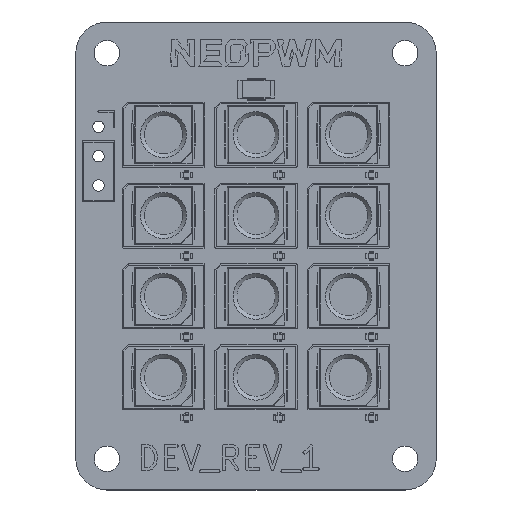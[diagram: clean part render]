
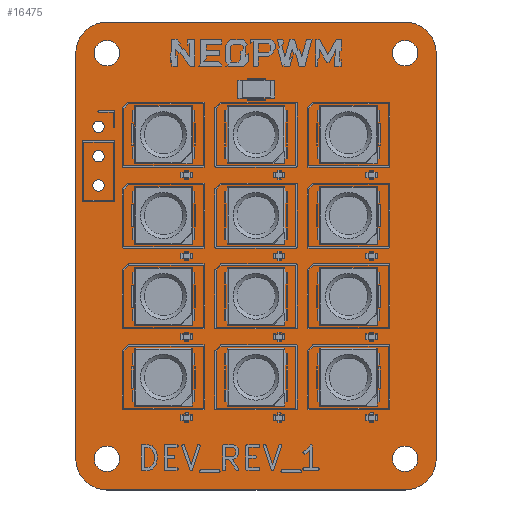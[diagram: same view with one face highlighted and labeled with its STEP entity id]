
A CAD part, top view. The second image highlights one B-rep face of the part: STEP entity #16475.
In plain terms, the highlighted planar face has unit normal (0, 0, 1).
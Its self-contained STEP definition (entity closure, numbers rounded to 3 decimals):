
#16249 = VERTEX_POINT('',#16250);
#16250 = CARTESIAN_POINT('',(12.9,20.25,1.51));
#16256 = EDGE_CURVE('',#16249,#16257,#16259,.T.);
#16257 = VERTEX_POINT('',#16258);
#16258 = CARTESIAN_POINT('',(15.6,17.55,1.51));
#16259 = CIRCLE('',#16260,2.7);
#16260 = AXIS2_PLACEMENT_3D('',#16261,#16262,#16263);
#16261 = CARTESIAN_POINT('',(12.9,17.55,1.51));
#16262 = DIRECTION('',(0.,0.,-1.));
#16263 = DIRECTION('',(0.,1.,0.));
#16291 = VERTEX_POINT('',#16292);
#16292 = CARTESIAN_POINT('',(-12.9,20.25,1.51));
#16298 = EDGE_CURVE('',#16291,#16249,#16299,.T.);
#16299 = LINE('',#16300,#16301);
#16300 = CARTESIAN_POINT('',(-12.9,20.25,1.51));
#16301 = VECTOR('',#16302,1.);
#16302 = DIRECTION('',(1.,0.,0.));
#16320 = EDGE_CURVE('',#16257,#16321,#16323,.T.);
#16321 = VERTEX_POINT('',#16322);
#16322 = CARTESIAN_POINT('',(15.6,-17.55,1.51));
#16323 = LINE('',#16324,#16325);
#16324 = CARTESIAN_POINT('',(15.6,17.55,1.51));
#16325 = VECTOR('',#16326,1.);
#16326 = DIRECTION('',(0.,-1.,0.));
#16475 = ADVANCED_FACE('',(#16476,#16522,#16533,#16544,#16555,#16566,
    #16577,#16588),#16599,.T.);
#16476 = FACE_BOUND('',#16477,.T.);
#16477 = EDGE_LOOP('',(#16478,#16479,#16480,#16489,#16497,#16506,#16514,
    #16521));
#16478 = ORIENTED_EDGE('',*,*,#16256,.F.);
#16479 = ORIENTED_EDGE('',*,*,#16298,.F.);
#16480 = ORIENTED_EDGE('',*,*,#16481,.F.);
#16481 = EDGE_CURVE('',#16482,#16291,#16484,.T.);
#16482 = VERTEX_POINT('',#16483);
#16483 = CARTESIAN_POINT('',(-15.6,17.55,1.51));
#16484 = CIRCLE('',#16485,2.7);
#16485 = AXIS2_PLACEMENT_3D('',#16486,#16487,#16488);
#16486 = CARTESIAN_POINT('',(-12.9,17.55,1.51));
#16487 = DIRECTION('',(0.,0.,-1.));
#16488 = DIRECTION('',(-1.,0.,0.));
#16489 = ORIENTED_EDGE('',*,*,#16490,.F.);
#16490 = EDGE_CURVE('',#16491,#16482,#16493,.T.);
#16491 = VERTEX_POINT('',#16492);
#16492 = CARTESIAN_POINT('',(-15.6,-17.55,1.51));
#16493 = LINE('',#16494,#16495);
#16494 = CARTESIAN_POINT('',(-15.6,-17.55,1.51));
#16495 = VECTOR('',#16496,1.);
#16496 = DIRECTION('',(0.,1.,0.));
#16497 = ORIENTED_EDGE('',*,*,#16498,.F.);
#16498 = EDGE_CURVE('',#16499,#16491,#16501,.T.);
#16499 = VERTEX_POINT('',#16500);
#16500 = CARTESIAN_POINT('',(-12.9,-20.25,1.51));
#16501 = CIRCLE('',#16502,2.7);
#16502 = AXIS2_PLACEMENT_3D('',#16503,#16504,#16505);
#16503 = CARTESIAN_POINT('',(-12.9,-17.55,1.51));
#16504 = DIRECTION('',(0.,0.,-1.));
#16505 = DIRECTION('',(0.,-1.,-0.));
#16506 = ORIENTED_EDGE('',*,*,#16507,.F.);
#16507 = EDGE_CURVE('',#16508,#16499,#16510,.T.);
#16508 = VERTEX_POINT('',#16509);
#16509 = CARTESIAN_POINT('',(12.9,-20.25,1.51));
#16510 = LINE('',#16511,#16512);
#16511 = CARTESIAN_POINT('',(12.9,-20.25,1.51));
#16512 = VECTOR('',#16513,1.);
#16513 = DIRECTION('',(-1.,0.,0.));
#16514 = ORIENTED_EDGE('',*,*,#16515,.F.);
#16515 = EDGE_CURVE('',#16321,#16508,#16516,.T.);
#16516 = CIRCLE('',#16517,2.7);
#16517 = AXIS2_PLACEMENT_3D('',#16518,#16519,#16520);
#16518 = CARTESIAN_POINT('',(12.9,-17.55,1.51));
#16519 = DIRECTION('',(0.,0.,-1.));
#16520 = DIRECTION('',(1.,0.,0.));
#16521 = ORIENTED_EDGE('',*,*,#16320,.F.);
#16522 = FACE_BOUND('',#16523,.T.);
#16523 = EDGE_LOOP('',(#16524));
#16524 = ORIENTED_EDGE('',*,*,#16525,.T.);
#16525 = EDGE_CURVE('',#16526,#16526,#16528,.T.);
#16526 = VERTEX_POINT('',#16527);
#16527 = CARTESIAN_POINT('',(-12.9,-18.65,1.51));
#16528 = CIRCLE('',#16529,1.1);
#16529 = AXIS2_PLACEMENT_3D('',#16530,#16531,#16532);
#16530 = CARTESIAN_POINT('',(-12.9,-17.55,1.51));
#16531 = DIRECTION('',(-0.,0.,-1.));
#16532 = DIRECTION('',(-0.,-1.,0.));
#16533 = FACE_BOUND('',#16534,.T.);
#16534 = EDGE_LOOP('',(#16535));
#16535 = ORIENTED_EDGE('',*,*,#16536,.T.);
#16536 = EDGE_CURVE('',#16537,#16537,#16539,.T.);
#16537 = VERTEX_POINT('',#16538);
#16538 = CARTESIAN_POINT('',(12.9,-18.65,1.51));
#16539 = CIRCLE('',#16540,1.1);
#16540 = AXIS2_PLACEMENT_3D('',#16541,#16542,#16543);
#16541 = CARTESIAN_POINT('',(12.9,-17.55,1.51));
#16542 = DIRECTION('',(-0.,0.,-1.));
#16543 = DIRECTION('',(-0.,-1.,0.));
#16544 = FACE_BOUND('',#16545,.T.);
#16545 = EDGE_LOOP('',(#16546));
#16546 = ORIENTED_EDGE('',*,*,#16547,.T.);
#16547 = EDGE_CURVE('',#16548,#16548,#16550,.T.);
#16548 = VERTEX_POINT('',#16549);
#16549 = CARTESIAN_POINT('',(-13.625,5.595,1.51));
#16550 = CIRCLE('',#16551,0.5);
#16551 = AXIS2_PLACEMENT_3D('',#16552,#16553,#16554);
#16552 = CARTESIAN_POINT('',(-13.625,6.095,1.51));
#16553 = DIRECTION('',(-0.,0.,-1.));
#16554 = DIRECTION('',(-0.,-1.,0.));
#16555 = FACE_BOUND('',#16556,.T.);
#16556 = EDGE_LOOP('',(#16557));
#16557 = ORIENTED_EDGE('',*,*,#16558,.T.);
#16558 = EDGE_CURVE('',#16559,#16559,#16561,.T.);
#16559 = VERTEX_POINT('',#16560);
#16560 = CARTESIAN_POINT('',(-13.625,8.135,1.51));
#16561 = CIRCLE('',#16562,0.5);
#16562 = AXIS2_PLACEMENT_3D('',#16563,#16564,#16565);
#16563 = CARTESIAN_POINT('',(-13.625,8.635,1.51));
#16564 = DIRECTION('',(-0.,0.,-1.));
#16565 = DIRECTION('',(-0.,-1.,0.));
#16566 = FACE_BOUND('',#16567,.T.);
#16567 = EDGE_LOOP('',(#16568));
#16568 = ORIENTED_EDGE('',*,*,#16569,.T.);
#16569 = EDGE_CURVE('',#16570,#16570,#16572,.T.);
#16570 = VERTEX_POINT('',#16571);
#16571 = CARTESIAN_POINT('',(-13.625,10.675,1.51));
#16572 = CIRCLE('',#16573,0.5);
#16573 = AXIS2_PLACEMENT_3D('',#16574,#16575,#16576);
#16574 = CARTESIAN_POINT('',(-13.625,11.175,1.51));
#16575 = DIRECTION('',(-0.,0.,-1.));
#16576 = DIRECTION('',(-0.,-1.,0.));
#16577 = FACE_BOUND('',#16578,.T.);
#16578 = EDGE_LOOP('',(#16579));
#16579 = ORIENTED_EDGE('',*,*,#16580,.T.);
#16580 = EDGE_CURVE('',#16581,#16581,#16583,.T.);
#16581 = VERTEX_POINT('',#16582);
#16582 = CARTESIAN_POINT('',(-12.9,16.45,1.51));
#16583 = CIRCLE('',#16584,1.1);
#16584 = AXIS2_PLACEMENT_3D('',#16585,#16586,#16587);
#16585 = CARTESIAN_POINT('',(-12.9,17.55,1.51));
#16586 = DIRECTION('',(-0.,0.,-1.));
#16587 = DIRECTION('',(-0.,-1.,0.));
#16588 = FACE_BOUND('',#16589,.T.);
#16589 = EDGE_LOOP('',(#16590));
#16590 = ORIENTED_EDGE('',*,*,#16591,.T.);
#16591 = EDGE_CURVE('',#16592,#16592,#16594,.T.);
#16592 = VERTEX_POINT('',#16593);
#16593 = CARTESIAN_POINT('',(12.9,16.45,1.51));
#16594 = CIRCLE('',#16595,1.1);
#16595 = AXIS2_PLACEMENT_3D('',#16596,#16597,#16598);
#16596 = CARTESIAN_POINT('',(12.9,17.55,1.51));
#16597 = DIRECTION('',(-0.,0.,-1.));
#16598 = DIRECTION('',(-0.,-1.,0.));
#16599 = PLANE('',#16600);
#16600 = AXIS2_PLACEMENT_3D('',#16601,#16602,#16603);
#16601 = CARTESIAN_POINT('',(0.,0.,1.51));
#16602 = DIRECTION('',(0.,0.,1.));
#16603 = DIRECTION('',(1.,0.,-0.));
